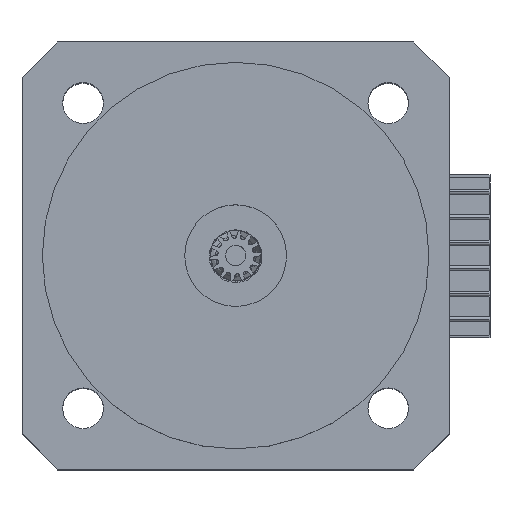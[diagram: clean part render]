
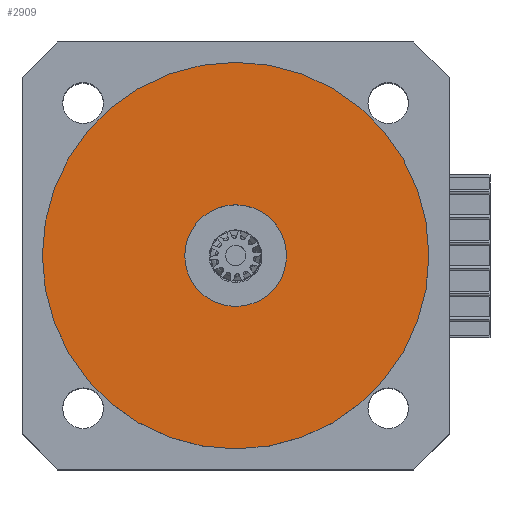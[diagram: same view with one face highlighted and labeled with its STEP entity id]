
A CAD part, top view. The second image highlights one B-rep face of the part: STEP entity #2909.
In plain terms, the highlighted planar face has unit normal (0, 0, 1).
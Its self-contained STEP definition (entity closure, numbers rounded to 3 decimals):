
#582 = EDGE_CURVE ( 'NONE', #18146, #2718, #3161, .T. ) ;
#1360 = ORIENTED_EDGE ( 'NONE', *, *, #5171, .T. ) ;
#1904 = AXIS2_PLACEMENT_3D ( 'NONE', #5917, #18015, #4456 ) ;
#2164 = DIRECTION ( 'NONE',  ( 1., 0., 0. ) ) ;
#2718 = VERTEX_POINT ( 'NONE', #6697 ) ;
#2909 = ADVANCED_FACE ( 'NONE', ( #12433, #10941 ), #13633, .T. ) ;
#3161 = CIRCLE ( 'NONE', #1904, 19. ) ;
#3162 = DIRECTION ( 'NONE',  ( 0., 0., 1. ) ) ;
#3744 = DIRECTION ( 'NONE',  ( 0., 0., -1. ) ) ;
#3851 = AXIS2_PLACEMENT_3D ( 'NONE', #4651, #3162, #10654 ) ;
#4456 = DIRECTION ( 'NONE',  ( -1., 0., 0. ) ) ;
#4594 = CIRCLE ( 'NONE', #18810, 5. ) ;
#4651 = CARTESIAN_POINT ( 'NONE',  ( 0., 0., 42. ) ) ;
#5171 = EDGE_CURVE ( 'NONE', #2718, #18146, #8225, .T. ) ;
#5535 = CARTESIAN_POINT ( 'NONE',  ( -19., 0., 42. ) ) ;
#5899 = DIRECTION ( 'NONE',  ( 0., 0., 1. ) ) ;
#5917 = CARTESIAN_POINT ( 'NONE',  ( 0., 0., 42. ) ) ;
#6697 = CARTESIAN_POINT ( 'NONE',  ( 19., 0., 42. ) ) ;
#7700 = ORIENTED_EDGE ( 'NONE', *, *, #582, .T. ) ;
#8225 = CIRCLE ( 'NONE', #12332, 19. ) ;
#8250 = EDGE_LOOP ( 'NONE', ( #7700, #1360 ) ) ;
#8956 = VERTEX_POINT ( 'NONE', #10636 ) ;
#9124 = EDGE_CURVE ( 'NONE', #16736, #8956, #17703, .T. ) ;
#9142 = AXIS2_PLACEMENT_3D ( 'NONE', #13711, #18286, #18972 ) ;
#9308 = ORIENTED_EDGE ( 'NONE', *, *, #9124, .T. ) ;
#10636 = CARTESIAN_POINT ( 'NONE',  ( 5., 0., 42. ) ) ;
#10654 = DIRECTION ( 'NONE',  ( 1., 0., 0. ) ) ;
#10941 = FACE_BOUND ( 'NONE', #14576, .T. ) ;
#12332 = AXIS2_PLACEMENT_3D ( 'NONE', #18090, #5899, #16404 ) ;
#12433 = FACE_OUTER_BOUND ( 'NONE', #8250, .T. ) ;
#13626 = CARTESIAN_POINT ( 'NONE',  ( -5., 0., 42. ) ) ;
#13633 = PLANE ( 'NONE',  #3851 ) ;
#13711 = CARTESIAN_POINT ( 'NONE',  ( 0., 0., 42. ) ) ;
#14576 = EDGE_LOOP ( 'NONE', ( #14597, #9308 ) ) ;
#14597 = ORIENTED_EDGE ( 'NONE', *, *, #18714, .T. ) ;
#15999 = CARTESIAN_POINT ( 'NONE',  ( 0., 0., 42. ) ) ;
#16404 = DIRECTION ( 'NONE',  ( -1., 0., 0. ) ) ;
#16736 = VERTEX_POINT ( 'NONE', #13626 ) ;
#17703 = CIRCLE ( 'NONE', #9142, 5. ) ;
#18015 = DIRECTION ( 'NONE',  ( 0., 0., 1. ) ) ;
#18090 = CARTESIAN_POINT ( 'NONE',  ( 0., 0., 42. ) ) ;
#18146 = VERTEX_POINT ( 'NONE', #5535 ) ;
#18286 = DIRECTION ( 'NONE',  ( 0., 0., -1. ) ) ;
#18714 = EDGE_CURVE ( 'NONE', #8956, #16736, #4594, .T. ) ;
#18810 = AXIS2_PLACEMENT_3D ( 'NONE', #15999, #3744, #2164 ) ;
#18972 = DIRECTION ( 'NONE',  ( 1., 0., 0. ) ) ;
